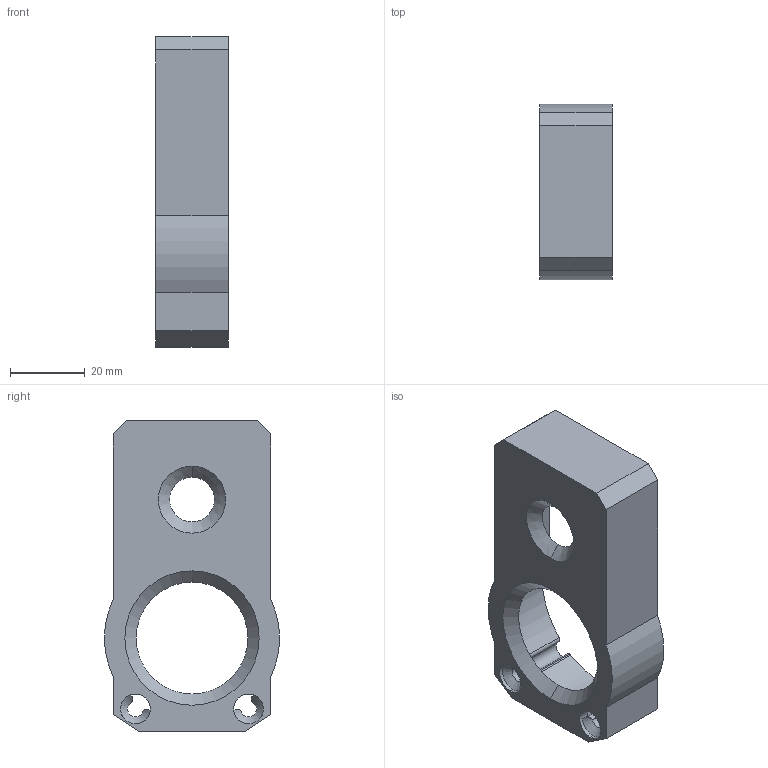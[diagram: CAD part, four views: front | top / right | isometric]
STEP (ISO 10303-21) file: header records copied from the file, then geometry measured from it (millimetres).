
FILE_DESCRIPTION (( 'STEP AP214' ), '1' );
FILE_NAME ('Drive Shroud.STEP', '2023-10-12T15:49:57', ( '' ), ( '' ), 'SwSTEP 2.0', 'SolidWorks 2023', '' );
FILE_SCHEMA (( 'AUTOMOTIVE_DESIGN' ));
Length unit declared in the file: millimetre
Products named in the file (1): Drive Shroud
Bounding box: 19.5 x 47 x 83.25 mm (x, y, z)
Volume: 14104.1 mm3; surface area: 14227.7 mm2
Topology: 1 solids, 1 shells, 41 faces, 120 edges, 80 vertices
Faces by surface type: cylinder 17, plane 16, cone 6, bspline 2
Entity records: 1461 total; most frequent: CARTESIAN_POINT 321, ORIENTED_EDGE 240, DIRECTION 228, EDGE_CURVE 120, AXIS2_PLACEMENT_3D 81, VERTEX_POINT 80, LINE 66, VECTOR 66
